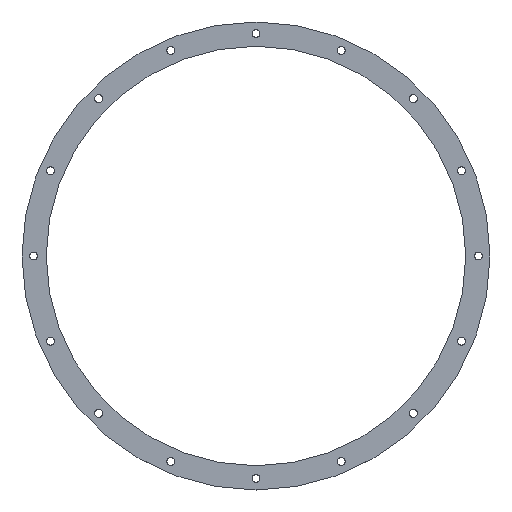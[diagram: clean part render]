
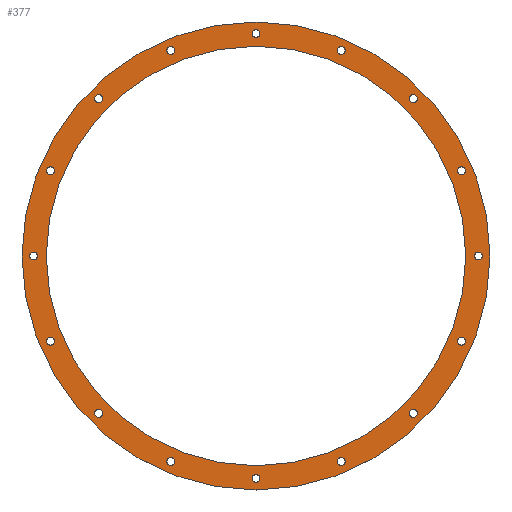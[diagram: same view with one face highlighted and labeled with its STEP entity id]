
A CAD part, top view. The second image highlights one B-rep face of the part: STEP entity #377.
In plain terms, the highlighted planar face has unit normal (0, 0, 1).
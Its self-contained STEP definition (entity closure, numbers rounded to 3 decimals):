
#15=PLANE('',#435);
#35=FACE_BOUND('',#126,.T.);
#36=FACE_BOUND('',#127,.T.);
#37=FACE_BOUND('',#128,.T.);
#38=FACE_BOUND('',#129,.T.);
#39=FACE_BOUND('',#130,.T.);
#40=FACE_BOUND('',#131,.T.);
#41=FACE_BOUND('',#132,.T.);
#42=FACE_BOUND('',#133,.T.);
#43=FACE_BOUND('',#134,.T.);
#44=FACE_BOUND('',#135,.T.);
#45=FACE_BOUND('',#136,.T.);
#46=FACE_BOUND('',#137,.T.);
#47=FACE_BOUND('',#138,.T.);
#48=FACE_BOUND('',#139,.T.);
#49=FACE_BOUND('',#140,.T.);
#50=FACE_BOUND('',#141,.T.);
#51=FACE_BOUND('',#142,.T.);
#87=FACE_OUTER_BOUND('',#125,.T.);
#125=EDGE_LOOP('',(#305));
#126=EDGE_LOOP('',(#306));
#127=EDGE_LOOP('',(#307));
#128=EDGE_LOOP('',(#308));
#129=EDGE_LOOP('',(#309));
#130=EDGE_LOOP('',(#310));
#131=EDGE_LOOP('',(#311));
#132=EDGE_LOOP('',(#312));
#133=EDGE_LOOP('',(#313));
#134=EDGE_LOOP('',(#314));
#135=EDGE_LOOP('',(#315));
#136=EDGE_LOOP('',(#316));
#137=EDGE_LOOP('',(#317));
#138=EDGE_LOOP('',(#318));
#139=EDGE_LOOP('',(#319));
#140=EDGE_LOOP('',(#320));
#141=EDGE_LOOP('',(#321));
#142=EDGE_LOOP('',(#322));
#161=CIRCLE('',#382,317.75);
#163=CIRCLE('',#385,6.);
#165=CIRCLE('',#388,6.);
#167=CIRCLE('',#391,6.);
#169=CIRCLE('',#394,6.);
#171=CIRCLE('',#397,6.);
#173=CIRCLE('',#400,6.);
#175=CIRCLE('',#403,6.);
#177=CIRCLE('',#406,6.);
#179=CIRCLE('',#409,6.);
#181=CIRCLE('',#412,6.);
#183=CIRCLE('',#415,6.);
#185=CIRCLE('',#418,6.);
#187=CIRCLE('',#421,6.);
#189=CIRCLE('',#424,6.);
#191=CIRCLE('',#427,6.);
#193=CIRCLE('',#430,6.);
#195=CIRCLE('',#433,354.5);
#197=VERTEX_POINT('',#553);
#199=VERTEX_POINT('',#558);
#201=VERTEX_POINT('',#563);
#203=VERTEX_POINT('',#568);
#205=VERTEX_POINT('',#573);
#207=VERTEX_POINT('',#578);
#209=VERTEX_POINT('',#583);
#211=VERTEX_POINT('',#588);
#213=VERTEX_POINT('',#593);
#215=VERTEX_POINT('',#598);
#217=VERTEX_POINT('',#603);
#219=VERTEX_POINT('',#608);
#221=VERTEX_POINT('',#613);
#223=VERTEX_POINT('',#618);
#225=VERTEX_POINT('',#623);
#227=VERTEX_POINT('',#628);
#229=VERTEX_POINT('',#633);
#231=VERTEX_POINT('',#638);
#233=EDGE_CURVE('',#197,#197,#161,.T.);
#235=EDGE_CURVE('',#199,#199,#163,.T.);
#237=EDGE_CURVE('',#201,#201,#165,.T.);
#239=EDGE_CURVE('',#203,#203,#167,.T.);
#241=EDGE_CURVE('',#205,#205,#169,.T.);
#243=EDGE_CURVE('',#207,#207,#171,.T.);
#245=EDGE_CURVE('',#209,#209,#173,.T.);
#247=EDGE_CURVE('',#211,#211,#175,.T.);
#249=EDGE_CURVE('',#213,#213,#177,.T.);
#251=EDGE_CURVE('',#215,#215,#179,.T.);
#253=EDGE_CURVE('',#217,#217,#181,.T.);
#255=EDGE_CURVE('',#219,#219,#183,.T.);
#257=EDGE_CURVE('',#221,#221,#185,.T.);
#259=EDGE_CURVE('',#223,#223,#187,.T.);
#261=EDGE_CURVE('',#225,#225,#189,.T.);
#263=EDGE_CURVE('',#227,#227,#191,.T.);
#265=EDGE_CURVE('',#229,#229,#193,.T.);
#267=EDGE_CURVE('',#231,#231,#195,.T.);
#305=ORIENTED_EDGE('',*,*,#267,.F.);
#306=ORIENTED_EDGE('',*,*,#233,.T.);
#307=ORIENTED_EDGE('',*,*,#235,.T.);
#308=ORIENTED_EDGE('',*,*,#237,.T.);
#309=ORIENTED_EDGE('',*,*,#239,.T.);
#310=ORIENTED_EDGE('',*,*,#241,.T.);
#311=ORIENTED_EDGE('',*,*,#243,.T.);
#312=ORIENTED_EDGE('',*,*,#245,.T.);
#313=ORIENTED_EDGE('',*,*,#247,.T.);
#314=ORIENTED_EDGE('',*,*,#249,.T.);
#315=ORIENTED_EDGE('',*,*,#251,.T.);
#316=ORIENTED_EDGE('',*,*,#253,.T.);
#317=ORIENTED_EDGE('',*,*,#255,.T.);
#318=ORIENTED_EDGE('',*,*,#257,.T.);
#319=ORIENTED_EDGE('',*,*,#259,.T.);
#320=ORIENTED_EDGE('',*,*,#261,.T.);
#321=ORIENTED_EDGE('',*,*,#263,.T.);
#322=ORIENTED_EDGE('',*,*,#265,.T.);
#377=ADVANCED_FACE('',(#87,#35,#36,#37,#38,#39,#40,#41,#42,#43,#44,#45,
#46,#47,#48,#49,#50,#51),#15,.F.);
#382=AXIS2_PLACEMENT_3D('',#554,#441,#442);
#385=AXIS2_PLACEMENT_3D('',#559,#447,#448);
#388=AXIS2_PLACEMENT_3D('',#564,#453,#454);
#391=AXIS2_PLACEMENT_3D('',#569,#459,#460);
#394=AXIS2_PLACEMENT_3D('',#574,#465,#466);
#397=AXIS2_PLACEMENT_3D('',#579,#471,#472);
#400=AXIS2_PLACEMENT_3D('',#584,#477,#478);
#403=AXIS2_PLACEMENT_3D('',#589,#483,#484);
#406=AXIS2_PLACEMENT_3D('',#594,#489,#490);
#409=AXIS2_PLACEMENT_3D('',#599,#495,#496);
#412=AXIS2_PLACEMENT_3D('',#604,#501,#502);
#415=AXIS2_PLACEMENT_3D('',#609,#507,#508);
#418=AXIS2_PLACEMENT_3D('',#614,#513,#514);
#421=AXIS2_PLACEMENT_3D('',#619,#519,#520);
#424=AXIS2_PLACEMENT_3D('',#624,#525,#526);
#427=AXIS2_PLACEMENT_3D('',#629,#531,#532);
#430=AXIS2_PLACEMENT_3D('',#634,#537,#538);
#433=AXIS2_PLACEMENT_3D('',#639,#543,#544);
#435=AXIS2_PLACEMENT_3D('',#642,#547,#548);
#441=DIRECTION('center_axis',(0.,0.,-1.));
#442=DIRECTION('ref_axis',(-1.,0.,0.));
#447=DIRECTION('center_axis',(0.,0.,-1.));
#448=DIRECTION('ref_axis',(-1.,0.,0.));
#453=DIRECTION('center_axis',(0.,0.,-1.));
#454=DIRECTION('ref_axis',(-1.,0.,0.));
#459=DIRECTION('center_axis',(0.,0.,-1.));
#460=DIRECTION('ref_axis',(-1.,0.,0.));
#465=DIRECTION('center_axis',(0.,0.,-1.));
#466=DIRECTION('ref_axis',(-1.,0.,0.));
#471=DIRECTION('center_axis',(0.,0.,-1.));
#472=DIRECTION('ref_axis',(-1.,0.,0.));
#477=DIRECTION('center_axis',(0.,0.,-1.));
#478=DIRECTION('ref_axis',(-1.,0.,0.));
#483=DIRECTION('center_axis',(0.,0.,-1.));
#484=DIRECTION('ref_axis',(-1.,0.,0.));
#489=DIRECTION('center_axis',(0.,0.,-1.));
#490=DIRECTION('ref_axis',(-1.,0.,0.));
#495=DIRECTION('center_axis',(0.,0.,-1.));
#496=DIRECTION('ref_axis',(-1.,0.,0.));
#501=DIRECTION('center_axis',(0.,0.,-1.));
#502=DIRECTION('ref_axis',(-1.,0.,0.));
#507=DIRECTION('center_axis',(0.,0.,-1.));
#508=DIRECTION('ref_axis',(-1.,0.,0.));
#513=DIRECTION('center_axis',(0.,0.,-1.));
#514=DIRECTION('ref_axis',(-1.,0.,0.));
#519=DIRECTION('center_axis',(0.,0.,-1.));
#520=DIRECTION('ref_axis',(-1.,0.,0.));
#525=DIRECTION('center_axis',(0.,0.,-1.));
#526=DIRECTION('ref_axis',(-1.,0.,0.));
#531=DIRECTION('center_axis',(0.,0.,-1.));
#532=DIRECTION('ref_axis',(-1.,0.,0.));
#537=DIRECTION('center_axis',(0.,0.,-1.));
#538=DIRECTION('ref_axis',(-1.,0.,0.));
#543=DIRECTION('center_axis',(0.,0.,-1.));
#544=DIRECTION('ref_axis',(-1.,0.,0.));
#547=DIRECTION('center_axis',(0.,0.,-1.));
#548=DIRECTION('ref_axis',(-1.,0.,0.));
#553=CARTESIAN_POINT('',(317.75,0.,4.));
#554=CARTESIAN_POINT('Origin',(0.,0.,4.));
#558=CARTESIAN_POINT('',(134.964,311.347,4.));
#559=CARTESIAN_POINT('Origin',(128.964,311.347,4.));
#563=CARTESIAN_POINT('',(244.295,238.295,4.));
#564=CARTESIAN_POINT('Origin',(238.295,238.295,4.));
#568=CARTESIAN_POINT('',(317.347,128.964,4.));
#569=CARTESIAN_POINT('Origin',(311.347,128.964,4.));
#573=CARTESIAN_POINT('',(343.,0.,4.));
#574=CARTESIAN_POINT('Origin',(337.,0.,4.));
#578=CARTESIAN_POINT('',(317.347,-128.964,4.));
#579=CARTESIAN_POINT('Origin',(311.347,-128.964,4.));
#583=CARTESIAN_POINT('',(244.295,-238.295,4.));
#584=CARTESIAN_POINT('Origin',(238.295,-238.295,4.));
#588=CARTESIAN_POINT('',(134.964,-311.347,4.));
#589=CARTESIAN_POINT('Origin',(128.964,-311.347,4.));
#593=CARTESIAN_POINT('',(6.,-337.,4.));
#594=CARTESIAN_POINT('Origin',(0.,-337.,4.));
#598=CARTESIAN_POINT('',(-122.964,-311.347,4.));
#599=CARTESIAN_POINT('Origin',(-128.964,-311.347,4.));
#603=CARTESIAN_POINT('',(-232.295,-238.295,4.));
#604=CARTESIAN_POINT('Origin',(-238.295,-238.295,4.));
#608=CARTESIAN_POINT('',(-305.347,-128.964,4.));
#609=CARTESIAN_POINT('Origin',(-311.347,-128.964,4.));
#613=CARTESIAN_POINT('',(-331.,0.,4.));
#614=CARTESIAN_POINT('Origin',(-337.,0.,4.));
#618=CARTESIAN_POINT('',(-305.347,128.964,4.));
#619=CARTESIAN_POINT('Origin',(-311.347,128.964,4.));
#623=CARTESIAN_POINT('',(-232.295,238.295,4.));
#624=CARTESIAN_POINT('Origin',(-238.295,238.295,4.));
#628=CARTESIAN_POINT('',(-122.964,311.347,4.));
#629=CARTESIAN_POINT('Origin',(-128.964,311.347,4.));
#633=CARTESIAN_POINT('',(6.,337.,4.));
#634=CARTESIAN_POINT('Origin',(0.,337.,4.));
#638=CARTESIAN_POINT('',(354.5,0.,4.));
#639=CARTESIAN_POINT('Origin',(0.,0.,4.));
#642=CARTESIAN_POINT('Origin',(0.,0.,4.));
